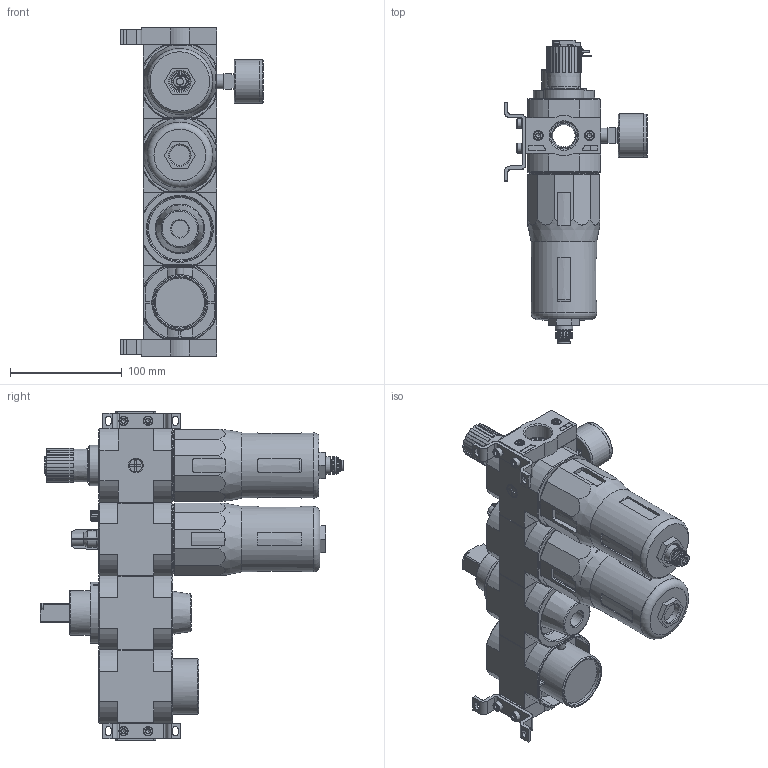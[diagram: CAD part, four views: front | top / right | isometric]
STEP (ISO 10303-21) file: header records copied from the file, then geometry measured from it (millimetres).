
FILE_DESCRIPTION(/* description */ ('STEP AP214'),/* implementation_level */ '2;1');
FILE_NAME(/* name */ '185838_FRC-3_4-D-MAXI-KE-A',/* time_stamp */ '2024-08-28T17:45:12+02:00',/* author */ ('License CC BY-ND 4.0'),/* organization */ ('CADENAS'),/* preprocessor_version */ 'ST-DEVELOPER v19.3',/* originating_system */ 'PARTsolutions',/* authorisation */ ' ');
FILE_SCHEMA (('AUTOMOTIVE_DESIGN {1 0 10303 214 3 1 1}'));
Length unit declared in the file: millimetre
Products named in the file (15): 185838 FRC-3/4-D-MAXI-KE-A; 380309 PBL-3/4-D-MAXI-L---(1) p1; DIN-912 - M5x20(F); 159593 HFOE-D-MIDI/MAXI-P1; DIN-912 - M5x10(F); 380311 PBL-3/4-D-MAXI-R---(0) p1; 124086 LFR-D-MAXI-A--(0); 8003639 PAGN-40-16-G14; 125696 LR/LFR-D-MAXI; 526489 MS4-LFR-V; 396443 LOE-D-MAXI; 234370 FRB-D-MAXI; 746238 HEE-D-MAXI-24; 364665 MSEB-3-24V-D; 360728 HEL-MAXI
Assembly tree (26 placements, depth 2):
  185838 FRC-3/4-D-MAXI-KE-A
    380309 PBL-3/4-D-MAXI-L---(1) p1
    DIN-912 - M5x20(F)  x4
    159593 HFOE-D-MIDI/MAXI-P1  x2
    DIN-912 - M5x10(F)  x4
    380311 PBL-3/4-D-MAXI-R---(0) p1
    124086 LFR-D-MAXI-A--(0)
    8003639 PAGN-40-16-G14
    125696 LR/LFR-D-MAXI
    526489 MS4-LFR-V
    396443 LOE-D-MAXI
    234370 FRB-D-MAXI  x6
    746238 HEE-D-MAXI-24
    364665 MSEB-3-24V-D
    360728 HEL-MAXI
Bounding box: 127.95 x 271.72 x 294 mm (x, y, z)
Volume: 1899490.5 mm3; surface area: 304658.9 mm2
Topology: 26 solids, 27 shells, 1847 faces, 4546 edges, 2863 vertices
Faces by surface type: plane 982, cylinder 468, cone 290, torus 96, sphere 11
Full cylindrical faces by diameter (mm): 2 x1, 2.013 x1, 2.5 x1, 3.2 x1, 3.6 x1, 3.7 x6, 3.8 x3, 4 x2, 4.134 x14, 4.2 x1, 5 x15, 5.3 x4, 5.4 x1, 5.5 x2, 5.6 x2, 6 x4, 7 x7, 8 x4, 8.4 x4, 8.5 x8, 8.7 x1, 9 x1, 9.5 x1, 10 x1, 11 x2, 11.4 x1, 11.445 x2, 11.6 x1, 11.8 x1, 13.157 x2
Entity records: 56157 total; most frequent: CARTESIAN_POINT 9463, DIRECTION 7770, ORIENTED_EDGE 7332, EDGE_CURVE 3666, AXIS2_PLACEMENT_3D 2955, VERTEX_POINT 2517, FACE_BOUND 2073, EDGE_LOOP 2061
